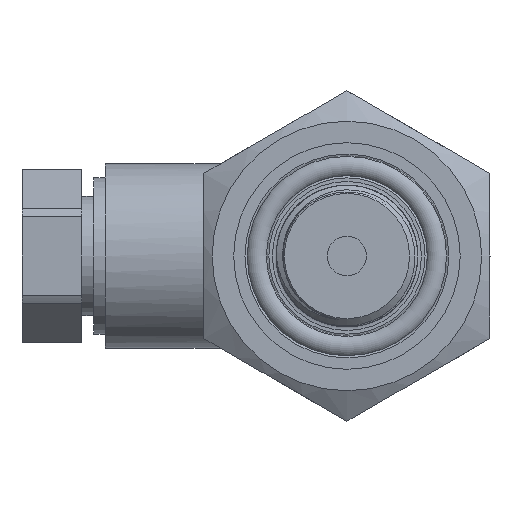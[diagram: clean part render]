
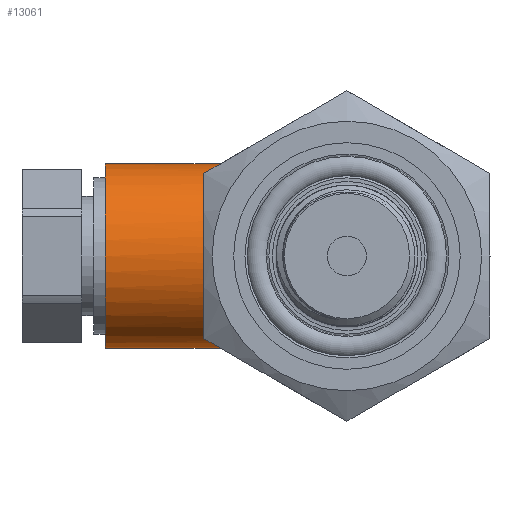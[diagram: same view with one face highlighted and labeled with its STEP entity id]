
A CAD part, left-side view. The second image highlights one B-rep face of the part: STEP entity #13061.
In plain terms, the highlighted cylindrical face has radius 7.75 mm (diameter 15.5 mm), a full revolution.
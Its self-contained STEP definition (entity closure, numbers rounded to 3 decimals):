
#105=ELLIPSE('',#13703,7.752,7.75);
#1363=FACE_OUTER_BOUND('',#2117,.T.);
#2117=EDGE_LOOP('',(#11911,#11912,#11913,#11914,#11915,#11916,#11917,#11918,
#11919,#11920,#11921,#11922,#11923));
#2374=CIRCLE('',#13701,7.75);
#2375=CIRCLE('',#13702,7.75);
#2376=CIRCLE('',#13704,7.75);
#2377=CIRCLE('',#13705,7.75);
#2378=CIRCLE('',#13706,7.75);
#3140=B_SPLINE_CURVE_WITH_KNOTS('',3,(#60858,#60859,#60860,#60861,#60862,
#60863),.UNSPECIFIED.,.F.,.F.,(4,2,4),(0.,0.197,0.394),
 .UNSPECIFIED.);
#3146=B_SPLINE_CURVE_WITH_KNOTS('',3,(#63895,#63896,#63897,#63898,#63899,
#63900),.UNSPECIFIED.,.F.,.F.,(4,2,4),(-0.394,-0.197,
0.),.UNSPECIFIED.);
#3147=B_SPLINE_CURVE_WITH_KNOTS('',3,(#63902,#63903,#63904,#63905,#63906,
#63907),.UNSPECIFIED.,.F.,.F.,(4,2,4),(-1.208,-1.012,
-0.815),.UNSPECIFIED.);
#3148=B_SPLINE_CURVE_WITH_KNOTS('',3,(#63911,#63912,#63913,#63914,#63915,
#63916,#63917,#63918,#63919,#63920),.UNSPECIFIED.,.F.,.F.,(4,2,2,2,4),(-1.982,
-1.821,-1.654,-1.486,-1.325),
 .UNSPECIFIED.);
#3149=B_SPLINE_CURVE_WITH_KNOTS('',3,(#63923,#63924,#63925,#63926,#63927,
#63928),.UNSPECIFIED.,.F.,.F.,(4,2,4),(-0.394,-0.197,
0.),.UNSPECIFIED.);
#4012=LINE('',#63887,#4966);
#4966=VECTOR('',#15746,7.75);
#6290=VERTEX_POINT('',#60855);
#6291=VERTEX_POINT('',#60857);
#6294=VERTEX_POINT('',#63885);
#6295=VERTEX_POINT('',#63888);
#6296=VERTEX_POINT('',#63890);
#6297=VERTEX_POINT('',#63892);
#6298=VERTEX_POINT('',#63894);
#6299=VERTEX_POINT('',#63901);
#6300=VERTEX_POINT('',#63908);
#6301=VERTEX_POINT('',#63910);
#6302=VERTEX_POINT('',#63921);
#8191=EDGE_CURVE('',#6291,#6290,#3140,.T.);
#8200=EDGE_CURVE('',#6294,#6294,#2374,.T.);
#8201=EDGE_CURVE('',#6294,#6291,#4012,.T.);
#8202=EDGE_CURVE('',#6290,#6295,#2375,.F.);
#8203=EDGE_CURVE('',#6295,#6296,#105,.F.);
#8204=EDGE_CURVE('',#6296,#6297,#2376,.F.);
#8205=EDGE_CURVE('',#6297,#6298,#3146,.T.);
#8206=EDGE_CURVE('',#6298,#6299,#3147,.T.);
#8207=EDGE_CURVE('',#6299,#6300,#2377,.F.);
#8208=EDGE_CURVE('',#6300,#6301,#3148,.T.);
#8209=EDGE_CURVE('',#6301,#6302,#2378,.F.);
#8210=EDGE_CURVE('',#6302,#6291,#3149,.T.);
#11911=ORIENTED_EDGE('',*,*,#8200,.T.);
#11912=ORIENTED_EDGE('',*,*,#8201,.T.);
#11913=ORIENTED_EDGE('',*,*,#8191,.T.);
#11914=ORIENTED_EDGE('',*,*,#8202,.T.);
#11915=ORIENTED_EDGE('',*,*,#8203,.T.);
#11916=ORIENTED_EDGE('',*,*,#8204,.T.);
#11917=ORIENTED_EDGE('',*,*,#8205,.T.);
#11918=ORIENTED_EDGE('',*,*,#8206,.T.);
#11919=ORIENTED_EDGE('',*,*,#8207,.T.);
#11920=ORIENTED_EDGE('',*,*,#8208,.T.);
#11921=ORIENTED_EDGE('',*,*,#8209,.T.);
#11922=ORIENTED_EDGE('',*,*,#8210,.T.);
#11923=ORIENTED_EDGE('',*,*,#8201,.F.);
#12397=CYLINDRICAL_SURFACE('',#13700,7.75);
#13061=ADVANCED_FACE('',(#1363),#12397,.T.);
#13700=AXIS2_PLACEMENT_3D('',#63884,#15742,#15743);
#13701=AXIS2_PLACEMENT_3D('',#63886,#15744,#15745);
#13702=AXIS2_PLACEMENT_3D('',#63889,#15747,#15748);
#13703=AXIS2_PLACEMENT_3D('',#63891,#15749,#15750);
#13704=AXIS2_PLACEMENT_3D('',#63893,#15751,#15752);
#13705=AXIS2_PLACEMENT_3D('',#63909,#15753,#15754);
#13706=AXIS2_PLACEMENT_3D('',#63922,#15755,#15756);
#15742=DIRECTION('center_axis',(0.,1.,0.));
#15743=DIRECTION('ref_axis',(0.,0.,-1.));
#15744=DIRECTION('center_axis',(0.,-1.,0.));
#15745=DIRECTION('ref_axis',(0.,0.,-1.));
#15746=DIRECTION('',(0.,-1.,0.));
#15747=DIRECTION('center_axis',(0.,-1.,0.));
#15748=DIRECTION('ref_axis',(0.,0.,-1.));
#15749=DIRECTION('center_axis',(-0.021,-1.,
0.));
#15750=DIRECTION('ref_axis',(1.,-0.021,0.));
#15751=DIRECTION('center_axis',(0.,-1.,0.));
#15752=DIRECTION('ref_axis',(0.,0.,-1.));
#15753=DIRECTION('center_axis',(0.,-1.,0.));
#15754=DIRECTION('ref_axis',(0.,0.,-1.));
#15755=DIRECTION('center_axis',(0.,-1.,0.));
#15756=DIRECTION('ref_axis',(0.,0.,-1.));
#60855=CARTESIAN_POINT('',(3.808,7.75,6.75));
#60857=CARTESIAN_POINT('',(0.,6.75,7.75));
#60858=CARTESIAN_POINT('Ctrl Pts',(0.,6.75,7.75));
#60859=CARTESIAN_POINT('Ctrl Pts',(0.618,6.972,7.75));
#60860=CARTESIAN_POINT('Ctrl Pts',(1.289,7.215,7.672));
#60861=CARTESIAN_POINT('Ctrl Pts',(2.598,7.602,7.333));
#60862=CARTESIAN_POINT('Ctrl Pts',(3.236,7.75,7.072));
#60863=CARTESIAN_POINT('Ctrl Pts',(3.808,7.75,6.75));
#63884=CARTESIAN_POINT('Origin',(0.,3.5,0.));
#63885=CARTESIAN_POINT('',(0.,20.25,7.75));
#63886=CARTESIAN_POINT('Origin',(0.,20.25,0.));
#63887=CARTESIAN_POINT('',(0.,3.5,7.75));
#63888=CARTESIAN_POINT('',(6.5,7.75,4.22));
#63889=CARTESIAN_POINT('Origin',(0.,7.75,0.));
#63890=CARTESIAN_POINT('',(6.5,7.75,-4.22));
#63891=CARTESIAN_POINT('Origin',(0.,7.885,0.));
#63892=CARTESIAN_POINT('',(3.808,7.75,-6.75));
#63893=CARTESIAN_POINT('Origin',(0.,7.75,0.));
#63894=CARTESIAN_POINT('',(0.,6.75,-7.75));
#63895=CARTESIAN_POINT('Ctrl Pts',(3.808,7.75,-6.75));
#63896=CARTESIAN_POINT('Ctrl Pts',(3.236,7.75,-7.072));
#63897=CARTESIAN_POINT('Ctrl Pts',(2.598,7.602,-7.333));
#63898=CARTESIAN_POINT('Ctrl Pts',(1.289,7.215,-7.672));
#63899=CARTESIAN_POINT('Ctrl Pts',(0.618,6.972,-7.75));
#63900=CARTESIAN_POINT('Ctrl Pts',(0.,6.75,-7.75));
#63901=CARTESIAN_POINT('',(-3.808,7.75,-6.75));
#63902=CARTESIAN_POINT('Ctrl Pts',(0.,6.75,-7.75));
#63903=CARTESIAN_POINT('Ctrl Pts',(-0.618,6.972,-7.75));
#63904=CARTESIAN_POINT('Ctrl Pts',(-1.289,7.215,-7.672));
#63905=CARTESIAN_POINT('Ctrl Pts',(-2.598,7.602,-7.333));
#63906=CARTESIAN_POINT('Ctrl Pts',(-3.236,7.75,-7.072));
#63907=CARTESIAN_POINT('Ctrl Pts',(-3.808,7.75,-6.75));
#63908=CARTESIAN_POINT('',(-7.,7.75,-3.326));
#63909=CARTESIAN_POINT('Origin',(0.,7.75,0.));
#63910=CARTESIAN_POINT('',(-7.,7.75,3.326));
#63911=CARTESIAN_POINT('Ctrl Pts',(-7.,7.75,-3.326));
#63912=CARTESIAN_POINT('Ctrl Pts',(-7.232,7.75,-2.839));
#63913=CARTESIAN_POINT('Ctrl Pts',(-7.424,7.668,-2.295));
#63914=CARTESIAN_POINT('Ctrl Pts',(-7.686,7.495,-1.157));
#63915=CARTESIAN_POINT('Ctrl Pts',(-7.75,7.411,-0.559));
#63916=CARTESIAN_POINT('Ctrl Pts',(-7.75,7.411,0.559));
#63917=CARTESIAN_POINT('Ctrl Pts',(-7.686,7.495,1.157));
#63918=CARTESIAN_POINT('Ctrl Pts',(-7.424,7.668,2.295));
#63919=CARTESIAN_POINT('Ctrl Pts',(-7.232,7.75,2.839));
#63920=CARTESIAN_POINT('Ctrl Pts',(-7.,7.75,3.326));
#63921=CARTESIAN_POINT('',(-3.808,7.75,6.75));
#63922=CARTESIAN_POINT('Origin',(0.,7.75,0.));
#63923=CARTESIAN_POINT('Ctrl Pts',(-3.808,7.75,6.75));
#63924=CARTESIAN_POINT('Ctrl Pts',(-3.236,7.75,7.072));
#63925=CARTESIAN_POINT('Ctrl Pts',(-2.598,7.602,7.333));
#63926=CARTESIAN_POINT('Ctrl Pts',(-1.289,7.215,7.672));
#63927=CARTESIAN_POINT('Ctrl Pts',(-0.618,6.972,7.75));
#63928=CARTESIAN_POINT('Ctrl Pts',(0.,6.75,7.75));
